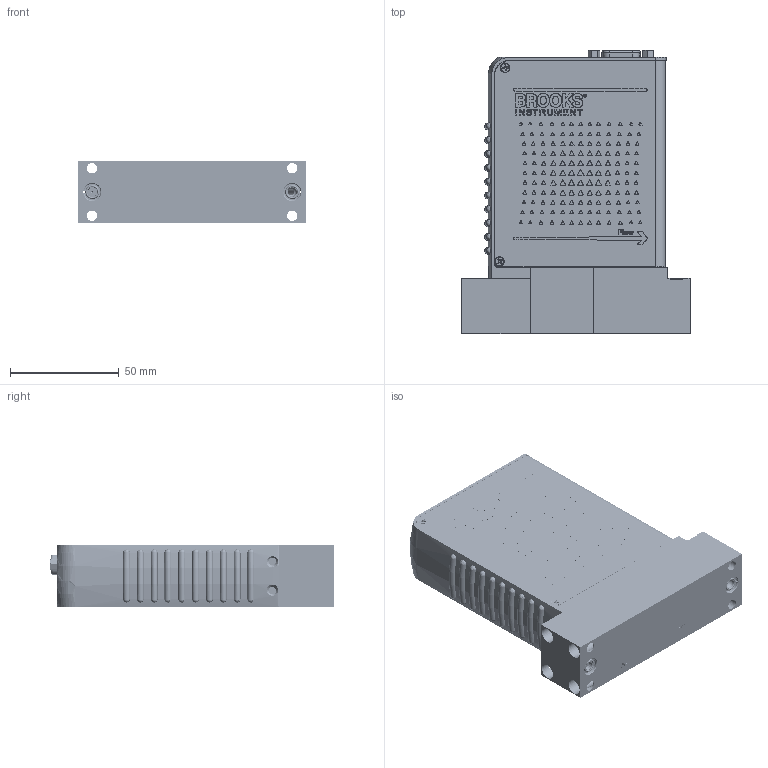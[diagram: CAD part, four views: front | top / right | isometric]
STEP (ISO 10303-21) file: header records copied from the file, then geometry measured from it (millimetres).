
FILE_DESCRIPTION (( 'STEP AP214' ), '1' );
FILE_NAME ('GP200-WSEAL-ANALOG.STEP', '2021-08-02T21:12:03', ( '' ), ( '' ), 'SwSTEP 2.0', 'SolidWorks 2020', '' );
FILE_SCHEMA (( 'AUTOMOTIVE_DESIGN' ));
Length unit declared in the file: inch
Products named in the file (1): GP200-WSEAL-ANALOG
Bounding box: 104.95 x 130.28 x 28.45 mm (x, y, z)
Volume: 117384.4 mm3; surface area: 80016.2 mm2
Topology: 47 solids, 48 shells, 7958 faces, 22080 edges, 14522 vertices
Faces by surface type: cylinder 4454, plane 2622, bspline 517, cone 234, torus 91, sphere 40
Entity records: 294094 total; most frequent: CARTESIAN_POINT 81381, DIRECTION 44929, ORIENTED_EDGE 44060, EDGE_CURVE 22030, AXIS2_PLACEMENT_3D 16924, VERTEX_POINT 14518, LINE 11081, VECTOR 11081
